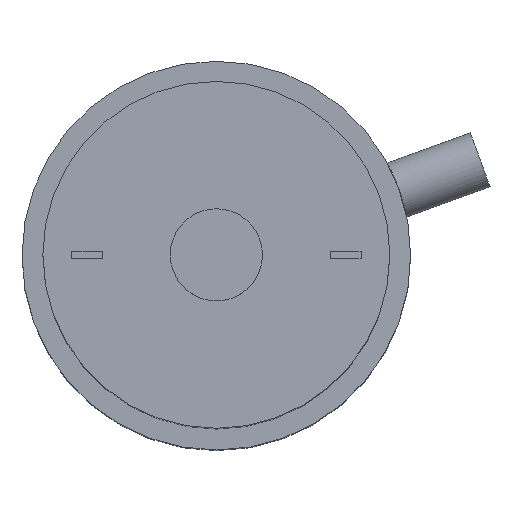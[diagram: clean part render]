
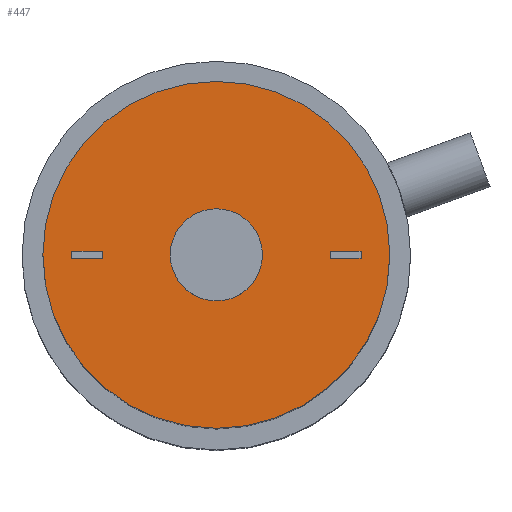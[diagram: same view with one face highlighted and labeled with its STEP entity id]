
A CAD part, top view. The second image highlights one B-rep face of the part: STEP entity #447.
In plain terms, the highlighted planar face has unit normal (0, 0, 1).
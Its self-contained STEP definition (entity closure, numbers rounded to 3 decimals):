
#8 = CARTESIAN_POINT ( 'NONE',  ( 7.9, -0.25, 31. ) ) ;
#10 = CARTESIAN_POINT ( 'NONE',  ( -7.9, 0.25, 31. ) ) ;
#18 = DIRECTION ( 'NONE',  ( 1., 0., 0. ) ) ;
#22 = EDGE_CURVE ( 'NONE', #262, #568, #827, .T. ) ;
#32 = CARTESIAN_POINT ( 'NONE',  ( 10.05, -0.25, 31. ) ) ;
#45 = EDGE_CURVE ( 'NONE', #62, #864, #612, .T. ) ;
#51 = EDGE_CURVE ( 'NONE', #773, #497, #531, .T. ) ;
#56 = VECTOR ( 'NONE', #927, 1000. ) ;
#62 = VERTEX_POINT ( 'NONE', #32 ) ;
#96 = DIRECTION ( 'NONE',  ( 0., 0., 1. ) ) ;
#101 = AXIS2_PLACEMENT_3D ( 'NONE', #104, #765, #317 ) ;
#103 = VECTOR ( 'NONE', #299, 1000. ) ;
#104 = CARTESIAN_POINT ( 'NONE',  ( 0., 0., 31. ) ) ;
#107 = VERTEX_POINT ( 'NONE', #753 ) ;
#109 = EDGE_CURVE ( 'NONE', #141, #926, #207, .T. ) ;
#116 = ORIENTED_EDGE ( 'NONE', *, *, #224, .F. ) ;
#119 = EDGE_CURVE ( 'NONE', #497, #773, #865, .T. ) ;
#132 = VECTOR ( 'NONE', #261, 1000. ) ;
#136 = VERTEX_POINT ( 'NONE', #910 ) ;
#141 = VERTEX_POINT ( 'NONE', #177 ) ;
#146 = LINE ( 'NONE', #382, #103 ) ;
#161 = VECTOR ( 'NONE', #874, 1000. ) ;
#177 = CARTESIAN_POINT ( 'NONE',  ( 3.2, 0., 31. ) ) ;
#179 = EDGE_CURVE ( 'NONE', #325, #62, #479, .T. ) ;
#180 = CARTESIAN_POINT ( 'NONE',  ( -10.05, 0.25, 31. ) ) ;
#187 = CARTESIAN_POINT ( 'NONE',  ( -12.05, 0., 31. ) ) ;
#189 = EDGE_CURVE ( 'NONE', #262, #107, #707, .T. ) ;
#195 = EDGE_LOOP ( 'NONE', ( #116, #354, #614, #296 ) ) ;
#207 = CIRCLE ( 'NONE', #400, 3.2 ) ;
#224 = EDGE_CURVE ( 'NONE', #325, #256, #621, .T. ) ;
#235 = DIRECTION ( 'NONE',  ( 1., 0., 0. ) ) ;
#240 = CARTESIAN_POINT ( 'NONE',  ( -7.9, 0.25, 31. ) ) ;
#242 = VECTOR ( 'NONE', #680, 1000. ) ;
#256 = VERTEX_POINT ( 'NONE', #259 ) ;
#259 = CARTESIAN_POINT ( 'NONE',  ( 7.9, 0.25, 31. ) ) ;
#261 = DIRECTION ( 'NONE',  ( -1., 0., 0. ) ) ;
#262 = VERTEX_POINT ( 'NONE', #10 ) ;
#296 = ORIENTED_EDGE ( 'NONE', *, *, #920, .F. ) ;
#299 = DIRECTION ( 'NONE',  ( 0., -1., 0. ) ) ;
#305 = PLANE ( 'NONE',  #342 ) ;
#312 = CARTESIAN_POINT ( 'NONE',  ( 10.05, -0.25, 31. ) ) ;
#317 = DIRECTION ( 'NONE',  ( 1., 0., 0. ) ) ;
#321 = DIRECTION ( 'NONE',  ( 1., 0., 0. ) ) ;
#325 = VERTEX_POINT ( 'NONE', #506 ) ;
#336 = ORIENTED_EDGE ( 'NONE', *, *, #519, .F. ) ;
#342 = AXIS2_PLACEMENT_3D ( 'NONE', #685, #380, #18 ) ;
#351 = ORIENTED_EDGE ( 'NONE', *, *, #119, .T. ) ;
#354 = ORIENTED_EDGE ( 'NONE', *, *, #179, .T. ) ;
#358 = CARTESIAN_POINT ( 'NONE',  ( -10.05, 0.25, 31. ) ) ;
#359 = EDGE_LOOP ( 'NONE', ( #674, #724, #670, #484 ) ) ;
#361 = EDGE_CURVE ( 'NONE', #107, #136, #372, .T. ) ;
#372 = LINE ( 'NONE', #358, #161 ) ;
#380 = DIRECTION ( 'NONE',  ( 0., 0., 1. ) ) ;
#381 = DIRECTION ( 'NONE',  ( -1., 0., 0. ) ) ;
#382 = CARTESIAN_POINT ( 'NONE',  ( 7.9, 0.25, 31. ) ) ;
#383 = FACE_BOUND ( 'NONE', #359, .T. ) ;
#386 = CARTESIAN_POINT ( 'NONE',  ( 0., 0., 31. ) ) ;
#389 = AXIS2_PLACEMENT_3D ( 'NONE', #386, #686, #321 ) ;
#400 = AXIS2_PLACEMENT_3D ( 'NONE', #893, #96, #745 ) ;
#415 = CARTESIAN_POINT ( 'NONE',  ( -10.05, -0.25, 31. ) ) ;
#433 = ORIENTED_EDGE ( 'NONE', *, *, #51, .T. ) ;
#447 = ADVANCED_FACE ( 'NONE', ( #535, #466, #383, #901 ), #305, .T. ) ;
#466 = FACE_OUTER_BOUND ( 'NONE', #504, .T. ) ;
#479 = LINE ( 'NONE', #772, #639 ) ;
#484 = ORIENTED_EDGE ( 'NONE', *, *, #22, .T. ) ;
#497 = VERTEX_POINT ( 'NONE', #187 ) ;
#500 = VECTOR ( 'NONE', #917, 1000. ) ;
#504 = EDGE_LOOP ( 'NONE', ( #351, #433 ) ) ;
#506 = CARTESIAN_POINT ( 'NONE',  ( 10.05, 0.25, 31. ) ) ;
#519 = EDGE_CURVE ( 'NONE', #926, #141, #559, .T. ) ;
#531 = CIRCLE ( 'NONE', #835, 12.05 ) ;
#533 = DIRECTION ( 'NONE',  ( 0., 0., 1. ) ) ;
#535 = FACE_BOUND ( 'NONE', #800, .T. ) ;
#540 = CARTESIAN_POINT ( 'NONE',  ( 0., 0., 31. ) ) ;
#559 = CIRCLE ( 'NONE', #101, 3.2 ) ;
#568 = VERTEX_POINT ( 'NONE', #613 ) ;
#573 = CARTESIAN_POINT ( 'NONE',  ( 12.05, 0., 31. ) ) ;
#597 = CARTESIAN_POINT ( 'NONE',  ( -3.2, 0., 31. ) ) ;
#612 = LINE ( 'NONE', #312, #758 ) ;
#613 = CARTESIAN_POINT ( 'NONE',  ( -7.9, -0.25, 31. ) ) ;
#614 = ORIENTED_EDGE ( 'NONE', *, *, #45, .T. ) ;
#621 = LINE ( 'NONE', #921, #132 ) ;
#636 = DIRECTION ( 'NONE',  ( 0., -1., 0. ) ) ;
#639 = VECTOR ( 'NONE', #636, 1000. ) ;
#663 = EDGE_CURVE ( 'NONE', #568, #136, #845, .T. ) ;
#670 = ORIENTED_EDGE ( 'NONE', *, *, #189, .F. ) ;
#674 = ORIENTED_EDGE ( 'NONE', *, *, #663, .T. ) ;
#680 = DIRECTION ( 'NONE',  ( 0., -1., 0. ) ) ;
#685 = CARTESIAN_POINT ( 'NONE',  ( 0., 0., 31. ) ) ;
#686 = DIRECTION ( 'NONE',  ( 0., 0., 1. ) ) ;
#707 = LINE ( 'NONE', #180, #500 ) ;
#724 = ORIENTED_EDGE ( 'NONE', *, *, #361, .F. ) ;
#745 = DIRECTION ( 'NONE',  ( 1., 0., 0. ) ) ;
#753 = CARTESIAN_POINT ( 'NONE',  ( -10.05, 0.25, 31. ) ) ;
#758 = VECTOR ( 'NONE', #381, 1000. ) ;
#765 = DIRECTION ( 'NONE',  ( 0., 0., 1. ) ) ;
#772 = CARTESIAN_POINT ( 'NONE',  ( 10.05, 0.25, 31. ) ) ;
#773 = VERTEX_POINT ( 'NONE', #573 ) ;
#800 = EDGE_LOOP ( 'NONE', ( #336, #857 ) ) ;
#827 = LINE ( 'NONE', #240, #242 ) ;
#835 = AXIS2_PLACEMENT_3D ( 'NONE', #540, #533, #235 ) ;
#845 = LINE ( 'NONE', #415, #56 ) ;
#857 = ORIENTED_EDGE ( 'NONE', *, *, #109, .F. ) ;
#864 = VERTEX_POINT ( 'NONE', #8 ) ;
#865 = CIRCLE ( 'NONE', #389, 12.05 ) ;
#874 = DIRECTION ( 'NONE',  ( 0., -1., 0. ) ) ;
#893 = CARTESIAN_POINT ( 'NONE',  ( 0., 0., 31. ) ) ;
#901 = FACE_BOUND ( 'NONE', #195, .T. ) ;
#910 = CARTESIAN_POINT ( 'NONE',  ( -10.05, -0.25, 31. ) ) ;
#917 = DIRECTION ( 'NONE',  ( -1., 0., 0. ) ) ;
#920 = EDGE_CURVE ( 'NONE', #256, #864, #146, .T. ) ;
#921 = CARTESIAN_POINT ( 'NONE',  ( 10.05, 0.25, 31. ) ) ;
#926 = VERTEX_POINT ( 'NONE', #597 ) ;
#927 = DIRECTION ( 'NONE',  ( -1., 0., 0. ) ) ;
